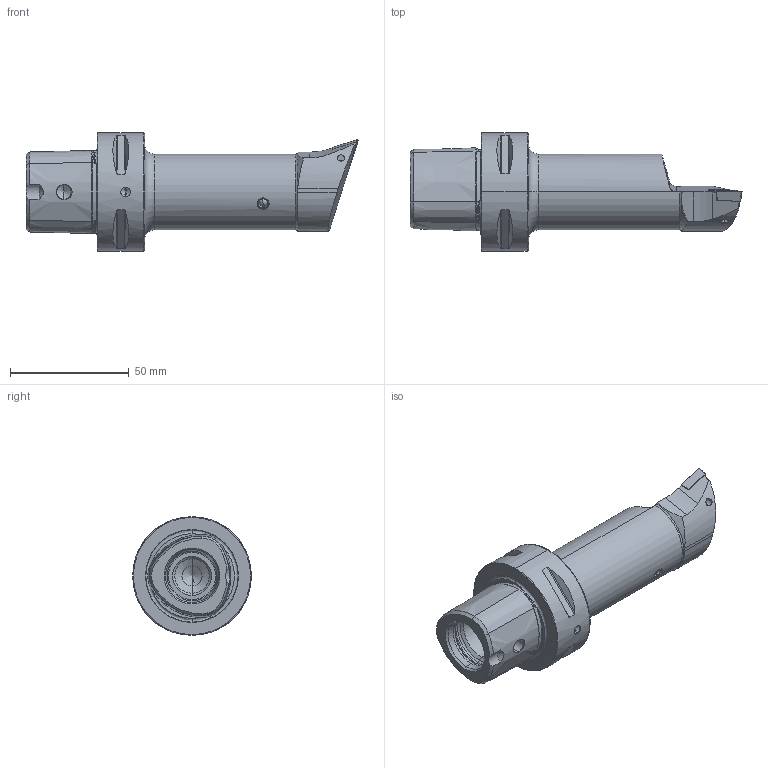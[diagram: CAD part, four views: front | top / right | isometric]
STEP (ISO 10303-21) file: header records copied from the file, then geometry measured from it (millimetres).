
FILE_DESCRIPTION (( 'STEP AP203' ), '1' );
FILE_NAME ('PS5-BDB.LQB.110.STEP', '2012-04-16T06:32:29', ( 'SwiAdmin' ), ( '' ), 'SwSTEP 2.0', 'SolidWorks 2012', '' );
FILE_SCHEMA (( 'CONFIG_CONTROL_DESIGN' ));
Length unit declared in the file: millimetre
Products named in the file (5): DCMT11T304; PS5-BDB.LQB.110_A; PS5-BDB.LQB.110; KVT_MB_600_050; WCB-ER2.001.009_A
Assembly tree (4 placements, depth 2):
  PS5-BDB.LQB.110
    PS5-BDB.LQB.110_A
    DCMT11T304
    WCB-ER2.001.009_A
    KVT_MB_600_050
Bounding box: 140 x 50 x 50 mm (x, y, z)
Volume: 109021.7 mm3; surface area: 23629.6 mm2
Topology: 5 solids, 5 shells, 289 faces, 690 edges, 408 vertices
Faces by surface type: cone 100, cylinder 75, plane 53, torus 41, bspline 16, sphere 4
Entity records: 9935 total; most frequent: CARTESIAN_POINT 3067, ORIENTED_EDGE 1342, DIRECTION 1319, EDGE_CURVE 671, AXIS2_PLACEMENT_3D 541, VERTEX_POINT 405, EDGE_LOOP 312, ADVANCED_FACE 289
